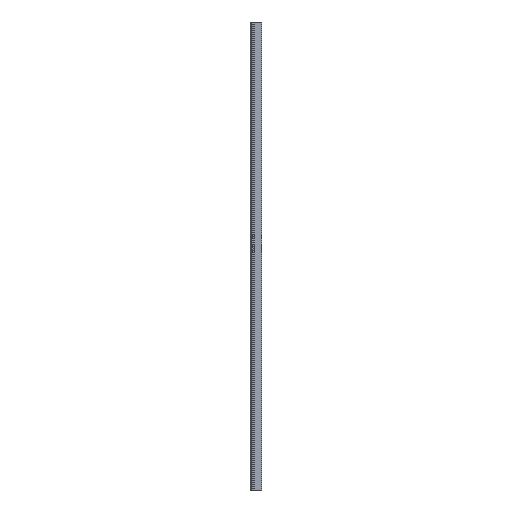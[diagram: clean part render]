
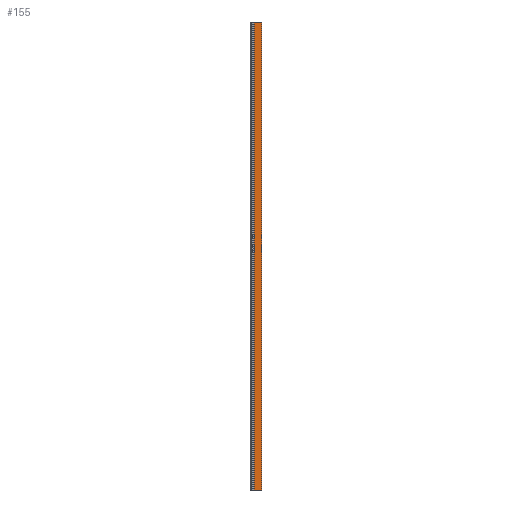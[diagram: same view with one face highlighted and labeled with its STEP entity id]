
A CAD part, left-side view. The second image highlights one B-rep face of the part: STEP entity #155.
In plain terms, the highlighted planar face has unit normal (-1, 0, 0).
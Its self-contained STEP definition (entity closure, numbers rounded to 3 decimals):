
#155 = ADVANCED_FACE ( 'NONE', ( #3795 ), #2714, .F. ) ;
#245 = CARTESIAN_POINT ( 'NONE',  ( 0., 0., 2000. ) ) ;
#260 = VECTOR ( 'NONE', #1315, 1000. ) ;
#580 = LINE ( 'NONE', #245, #260 ) ;
#700 = ORIENTED_EDGE ( 'NONE', *, *, #1824, .F. ) ;
#750 = VERTEX_POINT ( 'NONE', #1203 ) ;
#752 = CARTESIAN_POINT ( 'NONE',  ( 0., 0., 2000. ) ) ;
#846 = CARTESIAN_POINT ( 'NONE',  ( 0., 32.66, 2000. ) ) ;
#910 = DIRECTION ( 'NONE',  ( 0., 0., -1. ) ) ;
#937 = ORIENTED_EDGE ( 'NONE', *, *, #3534, .T. ) ;
#1001 = EDGE_CURVE ( 'NONE', #4032, #750, #2371, .T. ) ;
#1169 = CARTESIAN_POINT ( 'NONE',  ( 0., 32.66, 0. ) ) ;
#1203 = CARTESIAN_POINT ( 'NONE',  ( 0., 0., 0. ) ) ;
#1245 = VECTOR ( 'NONE', #2391, 1000. ) ;
#1315 = DIRECTION ( 'NONE',  ( 0., -1., 0. ) ) ;
#1385 = ORIENTED_EDGE ( 'NONE', *, *, #2201, .F. ) ;
#1413 = CARTESIAN_POINT ( 'NONE',  ( 0., 0., 2000. ) ) ;
#1449 = DIRECTION ( 'NONE',  ( 0., 1., 0. ) ) ;
#1478 = VERTEX_POINT ( 'NONE', #752 ) ;
#1608 = LINE ( 'NONE', #3914, #2294 ) ;
#1823 = DIRECTION ( 'NONE',  ( 1., 0., 0. ) ) ;
#1824 = EDGE_CURVE ( 'NONE', #2256, #1478, #580, .T. ) ;
#2071 = CARTESIAN_POINT ( 'NONE',  ( 0., 0., 2000. ) ) ;
#2201 = EDGE_CURVE ( 'NONE', #1478, #750, #3734, .T. ) ;
#2256 = VERTEX_POINT ( 'NONE', #846 ) ;
#2294 = VECTOR ( 'NONE', #910, 1000. ) ;
#2371 = LINE ( 'NONE', #4053, #1245 ) ;
#2391 = DIRECTION ( 'NONE',  ( 0., -1., 0. ) ) ;
#2453 = VECTOR ( 'NONE', #3401, 1000. ) ;
#2714 = PLANE ( 'NONE',  #4172 ) ;
#3330 = ORIENTED_EDGE ( 'NONE', *, *, #1001, .T. ) ;
#3401 = DIRECTION ( 'NONE',  ( 0., 0., -1. ) ) ;
#3534 = EDGE_CURVE ( 'NONE', #2256, #4032, #1608, .T. ) ;
#3734 = LINE ( 'NONE', #1413, #2453 ) ;
#3772 = EDGE_LOOP ( 'NONE', ( #3330, #1385, #700, #937 ) ) ;
#3795 = FACE_OUTER_BOUND ( 'NONE', #3772, .T. ) ;
#3914 = CARTESIAN_POINT ( 'NONE',  ( 0., 32.66, 2000. ) ) ;
#4032 = VERTEX_POINT ( 'NONE', #1169 ) ;
#4053 = CARTESIAN_POINT ( 'NONE',  ( 0., 0., 0. ) ) ;
#4172 = AXIS2_PLACEMENT_3D ( 'NONE', #2071, #1823, #1449 ) ;
